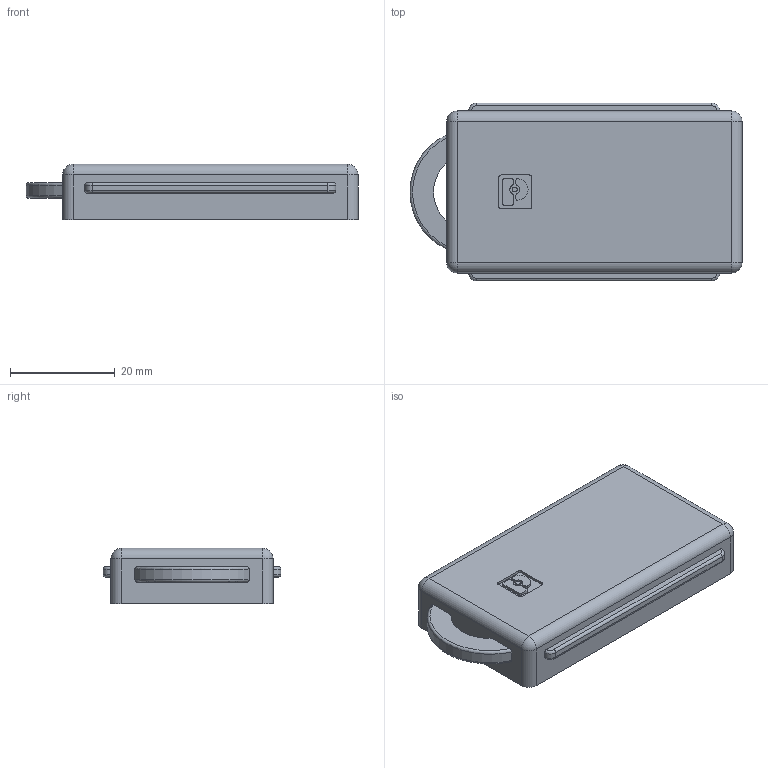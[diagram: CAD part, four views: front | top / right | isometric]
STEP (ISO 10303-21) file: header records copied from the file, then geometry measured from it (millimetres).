
FILE_DESCRIPTION(('Creo Elements/Direct Modeling STEP Export'),'2;1');
FILE_NAME('model.stp','2020-11-02T11:01:58',(''),(''),'Creo Elements/Direct Modeling STEP processor for AP214 (Solid Model)','Creo Elements/Direct Modeling 20.1A 29-Sep-2018 (C) Parametric Technology GmbH','');
FILE_SCHEMA(('AUTOMOTIVE_DESIGN { 1 0 10303 214 1 1 1 1 }'));
Length unit declared in the file: millimetre
Products named in the file (2): VC-SD1
Assembly tree (1 placements, depth 2):
  VC-SD1
    VC-SD1
Bounding box: 63.5 x 34 x 10.6 mm (x, y, z)
Volume: 6206.9 mm3; surface area: 7495.2 mm2
Topology: 1 solids, 1 shells, 157 faces, 414 edges, 264 vertices
Faces by surface type: plane 76, torus 26, cylinder 24, extrusion 19, cone 8, sphere 4
Entity records: 8699 total; most frequent: CARTESIAN_POINT 3621, ORIENTED_EDGE 820, DIRECTION 705, EDGE_CURVE 410, VERTEX_POINT 264, AXIS2_PLACEMENT_3D 241, VECTOR 223, LINE 204
